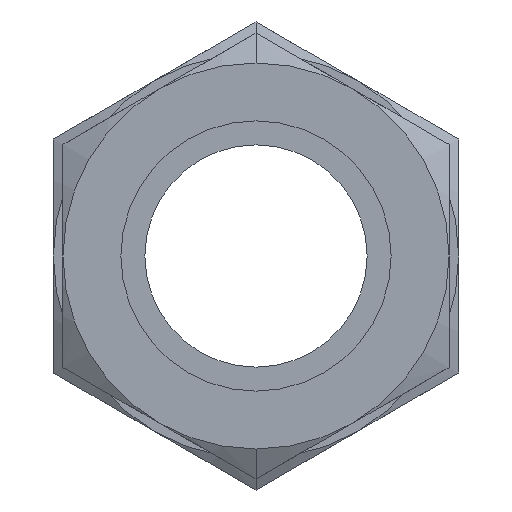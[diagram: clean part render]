
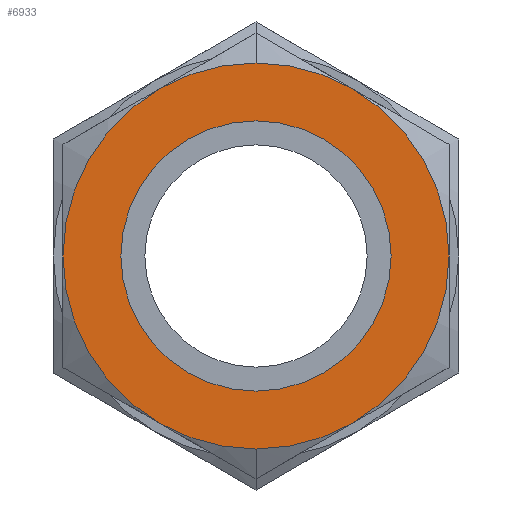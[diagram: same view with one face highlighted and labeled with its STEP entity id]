
A CAD part, left-side view. The second image highlights one B-rep face of the part: STEP entity #6933.
In plain terms, the highlighted planar face has unit normal (-1, 0, 0).
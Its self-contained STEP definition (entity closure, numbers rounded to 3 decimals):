
#131 = CARTESIAN_POINT ( 'NONE',  ( 0., 0., 7.938 ) ) ;
#914 = FACE_BOUND ( 'NONE', #7052, .T. ) ;
#970 = ORIENTED_EDGE ( 'NONE', *, *, #7337, .T. ) ;
#1265 = AXIS2_PLACEMENT_3D ( 'NONE', #6271, #9241, #4072 ) ;
#1305 = EDGE_CURVE ( 'NONE', #4036, #7800, #2845, .T. ) ;
#1403 = AXIS2_PLACEMENT_3D ( 'NONE', #131, #2423, #8331 ) ;
#1413 = CIRCLE ( 'NONE', #1265, 11.11 ) ;
#1680 = DIRECTION ( 'NONE',  ( 0., 0., -1. ) ) ;
#1959 = VERTEX_POINT ( 'NONE', #4083 ) ;
#2423 = DIRECTION ( 'NONE',  ( -1., 0., 0. ) ) ;
#2845 = CIRCLE ( 'NONE', #3163, 15.875 ) ;
#2936 = EDGE_CURVE ( 'NONE', #7800, #4036, #7642, .T. ) ;
#3163 = AXIS2_PLACEMENT_3D ( 'NONE', #5825, #9576, #3811 ) ;
#3186 = VERTEX_POINT ( 'NONE', #4363 ) ;
#3230 = EDGE_LOOP ( 'NONE', ( #5827, #5723 ) ) ;
#3548 = CIRCLE ( 'NONE', #5598, 11.11 ) ;
#3679 = DIRECTION ( 'NONE',  ( 0., 0., -1. ) ) ;
#3722 = CARTESIAN_POINT ( 'NONE',  ( 0., 0., 0. ) ) ;
#3811 = DIRECTION ( 'NONE',  ( 0., 0., 1. ) ) ;
#3878 = CARTESIAN_POINT ( 'NONE',  ( 0., 0., 0. ) ) ;
#4036 = VERTEX_POINT ( 'NONE', #6837 ) ;
#4072 = DIRECTION ( 'NONE',  ( 0., 0., 1. ) ) ;
#4083 = CARTESIAN_POINT ( 'NONE',  ( 0., 0., -11.11 ) ) ;
#4363 = CARTESIAN_POINT ( 'NONE',  ( 0., 0., 11.11 ) ) ;
#5296 = DIRECTION ( 'NONE',  ( 1., 0., 0. ) ) ;
#5442 = EDGE_CURVE ( 'NONE', #1959, #3186, #3548, .T. ) ;
#5598 = AXIS2_PLACEMENT_3D ( 'NONE', #3722, #5296, #3679 ) ;
#5723 = ORIENTED_EDGE ( 'NONE', *, *, #2936, .F. ) ;
#5825 = CARTESIAN_POINT ( 'NONE',  ( 0., 0., 0. ) ) ;
#5827 = ORIENTED_EDGE ( 'NONE', *, *, #1305, .F. ) ;
#5949 = CARTESIAN_POINT ( 'NONE',  ( 0., 0., -15.875 ) ) ;
#6031 = ORIENTED_EDGE ( 'NONE', *, *, #5442, .T. ) ;
#6037 = FACE_OUTER_BOUND ( 'NONE', #3230, .T. ) ;
#6271 = CARTESIAN_POINT ( 'NONE',  ( 0., 0., 0. ) ) ;
#6837 = CARTESIAN_POINT ( 'NONE',  ( 0., 0., 15.875 ) ) ;
#6855 = DIRECTION ( 'NONE',  ( 1., 0., 0. ) ) ;
#6933 = ADVANCED_FACE ( 'NONE', ( #914, #6037 ), #7456, .T. ) ;
#7052 = EDGE_LOOP ( 'NONE', ( #6031, #970 ) ) ;
#7180 = AXIS2_PLACEMENT_3D ( 'NONE', #3878, #6855, #1680 ) ;
#7337 = EDGE_CURVE ( 'NONE', #3186, #1959, #1413, .T. ) ;
#7456 = PLANE ( 'NONE',  #1403 ) ;
#7642 = CIRCLE ( 'NONE', #7180, 15.875 ) ;
#7800 = VERTEX_POINT ( 'NONE', #5949 ) ;
#8331 = DIRECTION ( 'NONE',  ( 0., 0., 1. ) ) ;
#9241 = DIRECTION ( 'NONE',  ( 1., 0., 0. ) ) ;
#9576 = DIRECTION ( 'NONE',  ( 1., 0., 0. ) ) ;
